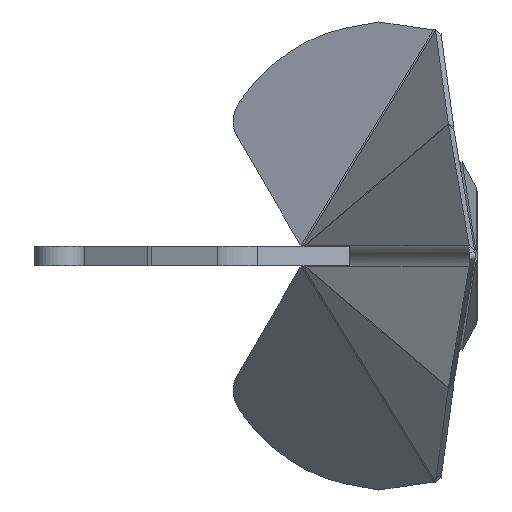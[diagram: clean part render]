
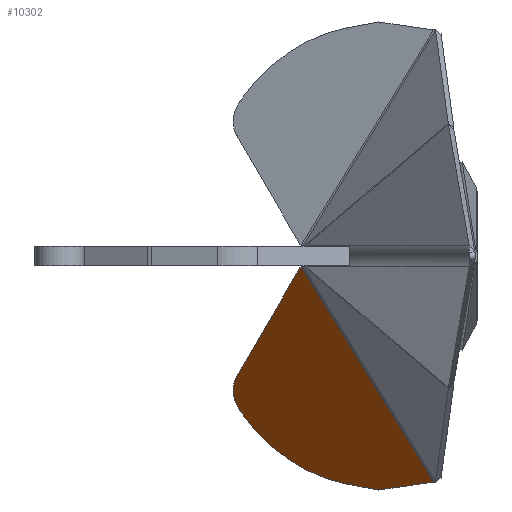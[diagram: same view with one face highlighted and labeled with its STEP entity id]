
A CAD part, left-side view. The second image highlights one B-rep face of the part: STEP entity #10302.
In plain terms, the highlighted face is planar.
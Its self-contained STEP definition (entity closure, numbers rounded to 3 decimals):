
#9220=DIRECTION('',(-0.832,-0.335,0.443));
#9221=VECTOR('',#9220,72.751);
#9222=CARTESIAN_POINT('',(608.291,-237.625,
-116.835));
#9223=LINE('',#9222,#9221);
#9224=DIRECTION('',(-0.742,-0.596,0.306));
#9225=VECTOR('',#9224,40.311);
#9226=CARTESIAN_POINT('',(638.213,-213.602,
-129.188));
#9227=LINE('',#9226,#9225);
#9228=CARTESIAN_POINT('',(578.596,-102.214,
-56.978));
#9229=DIRECTION('',(-0.53,0.243,-0.812));
#9230=DIRECTION('',(0.844,0.063,-0.532));
#9231=AXIS2_PLACEMENT_3D('',#9228,#9229,#9230);
#9233=CARTESIAN_POINT('',(670.213,-95.336,
-114.73));
#9234=DIRECTION('',(-0.53,0.243,-0.812));
#9235=DIRECTION('',(0.401,0.916,0.012));
#9236=AXIS2_PLACEMENT_3D('',#9233,#9234,#9235);
#9238=DIRECTION('',(0.747,-0.319,-0.583));
#9239=VECTOR('',#9238,176.603);
#9240=CARTESIAN_POINT('',(553.079,-5.116,
-11.3));
#9241=LINE('',#9240,#9239);
#9242=DIRECTION('',(0.848,0.138,-0.512));
#9243=VECTOR('',#9242,2.287);
#9244=CARTESIAN_POINT('',(551.14,-5.431,
-10.128));
#9245=LINE('',#9244,#9243);
#9304=DIRECTION('',(-0.013,-0.96,-0.279));
#9305=VECTOR('',#9304,267.179);
#9306=CARTESIAN_POINT('',(551.14,-5.431,
-10.128));
#9307=LINE('',#9306,#9305);
#9511=CARTESIAN_POINT('',(553.079,-5.116,
-11.3));
#9512=CARTESIAN_POINT('',(685.037,-61.438,
-114.275));
#9513=VERTEX_POINT('',#9511);
#9514=VERTEX_POINT('',#9512);
#9515=CARTESIAN_POINT('',(701.451,-92.99,
-134.421));
#9516=VERTEX_POINT('',#9515);
#9517=CARTESIAN_POINT('',(638.213,-213.602,
-129.188));
#9518=VERTEX_POINT('',#9517);
#9519=CARTESIAN_POINT('',(608.291,-237.625,
-116.835));
#9520=VERTEX_POINT('',#9519);
#9527=CARTESIAN_POINT('',(547.784,-261.994,
-84.619));
#9528=VERTEX_POINT('',#9527);
#9551=CARTESIAN_POINT('',(551.14,-5.431,
-10.128));
#9552=VERTEX_POINT('',#9551);
#10282=CARTESIAN_POINT('',(82.574,-73.843,
275.305));
#10283=DIRECTION('',(-0.53,0.243,-0.812));
#10284=DIRECTION('',(0.848,0.138,-0.512));
#10285=AXIS2_PLACEMENT_3D('',#10282,#10283,#10284);
#10286=PLANE('',#10285);
#10288=ORIENTED_EDGE('',*,*,#10287,.F.);
#10290=ORIENTED_EDGE('',*,*,#10289,.F.);
#10292=ORIENTED_EDGE('',*,*,#10291,.F.);
#10294=ORIENTED_EDGE('',*,*,#10293,.F.);
#10296=ORIENTED_EDGE('',*,*,#10295,.F.);
#10297=ORIENTED_EDGE('',*,*,#10273,.F.);
#10299=ORIENTED_EDGE('',*,*,#10298,.T.);
#10300=EDGE_LOOP('',(#10288,#10290,#10292,#10294,#10296,#10297,#10299));
#10301=FACE_OUTER_BOUND('',#10300,.F.);
#9232=CIRCLE('',#9231,145.519);
#9237=CIRCLE('',#9236,37.);
#10273=EDGE_CURVE('',#9552,#9513,#9245,.T.);
#10287=EDGE_CURVE('',#9520,#9528,#9223,.T.);
#10289=EDGE_CURVE('',#9518,#9520,#9227,.T.);
#10291=EDGE_CURVE('',#9516,#9518,#9232,.T.);
#10293=EDGE_CURVE('',#9514,#9516,#9237,.T.);
#10295=EDGE_CURVE('',#9513,#9514,#9241,.T.);
#10298=EDGE_CURVE('',#9552,#9528,#9307,.T.);
#10302=ADVANCED_FACE('',(#10301),#10286,.T.);
